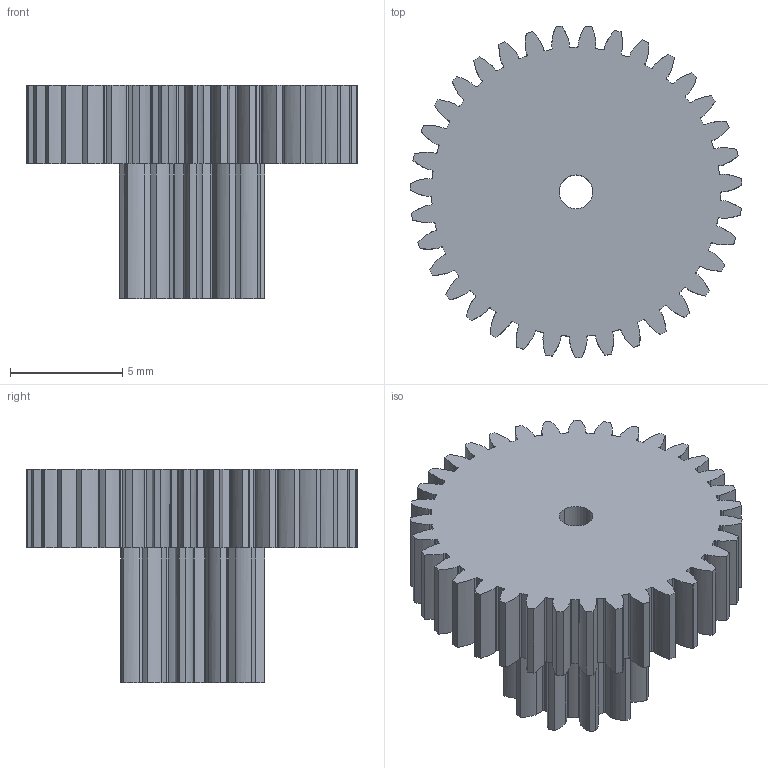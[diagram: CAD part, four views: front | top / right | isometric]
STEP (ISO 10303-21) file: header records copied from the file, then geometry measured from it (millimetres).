
FILE_DESCRIPTION (( 'STEP AP214' ), '1' );
FILE_NAME ('4_Gear 4___ Large_35Teeth_0.4 Modulus___Small_11Teeth_0.5Modulus_Q_V3.STEP', '2016-10-19T23:52:58', ( '' ), ( '' ), 'SwSTEP 2.0', 'SolidWorks 2016', '' );
FILE_SCHEMA (( 'AUTOMOTIVE_DESIGN' ));
Length unit declared in the file: millimetre
Products named in the file (1): 4_Gear 4___ Large_35Teeth_0.4 Modulus___Small_11Teeth_0.5Modulus_Q_V3
Bounding box: 14.79 x 14.79 x 9.5 mm (x, y, z)
Volume: 649.4 mm3; surface area: 925.6 mm2
Topology: 2 solids, 2 shells, 398 faces, 1182 edges, 788 vertices
Faces by surface type: cylinder 210, plane 96, bspline 92
Entity records: 20029 total; most frequent: CARTESIAN_POINT 9525, ORIENTED_EDGE 2364, DIRECTION 2032, EDGE_CURVE 1182, VERTEX_POINT 788, AXIS2_PLACEMENT_3D 727, LINE 578, VECTOR 578
